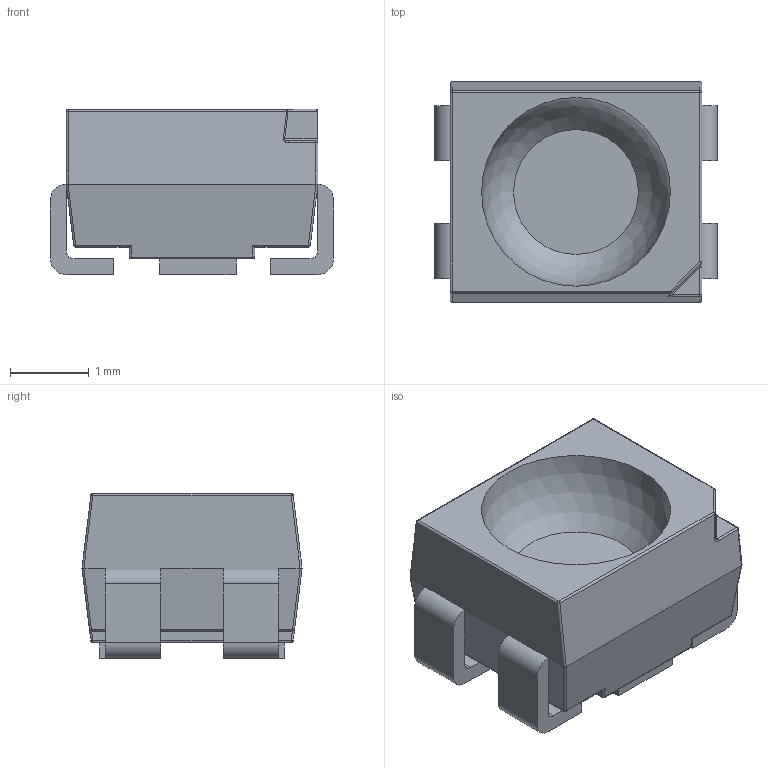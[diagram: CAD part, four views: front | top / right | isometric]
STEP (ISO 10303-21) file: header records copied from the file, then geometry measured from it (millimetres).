
FILE_DESCRIPTION(/* description */ (''),/* implementation_level */ '2;1');
FILE_NAME(/* name */ 'Broadcom - 4-PLCC Base.step',/* time_stamp */ '2020-04-17T14:51:47+01:00',/* author */ (''),/* organization */ (''),/* preprocessor_version */ 'ST-DEVELOPER v18.1',/* originating_system */ 'Autodesk Translation Framework v9.2.0.1227',/* authorisation */ '');
FILE_SCHEMA (('AUTOMOTIVE_DESIGN { 1 0 10303 214 3 1 1 }'));
Length unit declared in the file: millimetre
Products named in the file (1): Broadcom - 4-PLLC
Bounding box: 3.6 x 2.8 x 2.1 mm (x, y, z)
Volume: 13.3 mm3; surface area: 55.9 mm2
Topology: 5 solids, 5 shells, 116 faces, 272 edges, 169 vertices
Faces by surface type: plane 55, cylinder 44, sphere 15, bspline 2
Entity records: 3467 total; most frequent: CARTESIAN_POINT 650, DIRECTION 588, ORIENTED_EDGE 544, EDGE_CURVE 272, AXIS2_PLACEMENT_3D 205, LINE 178, VECTOR 178, VERTEX_POINT 169
